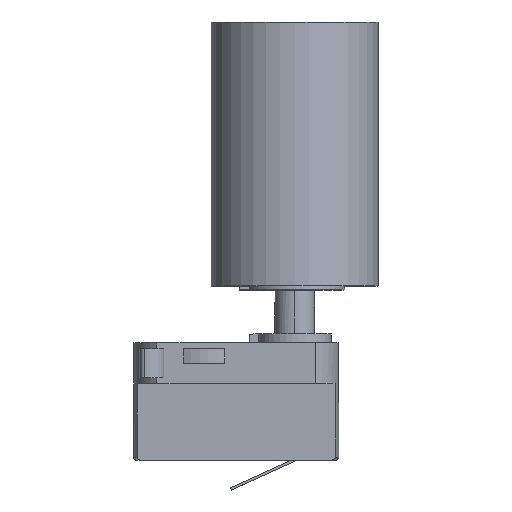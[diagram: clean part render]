
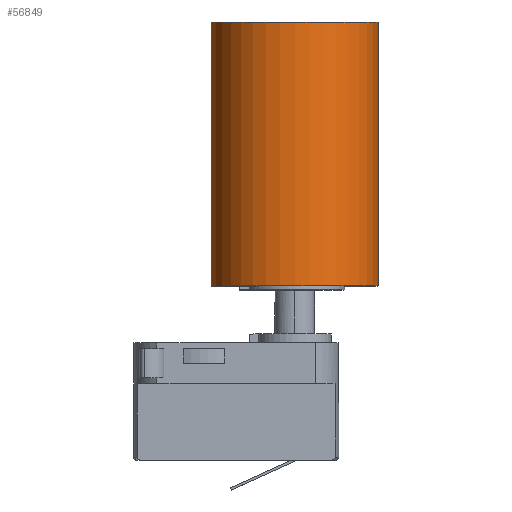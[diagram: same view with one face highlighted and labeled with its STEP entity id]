
A CAD part, top view. The second image highlights one B-rep face of the part: STEP entity #56849.
In plain terms, the highlighted cylindrical face has radius 28.5 mm (diameter 57 mm), a partial arc.
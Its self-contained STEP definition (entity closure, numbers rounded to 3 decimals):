
#54938=CARTESIAN_POINT('',(0.,-45.,0.));
#54939=DIRECTION('',(0.,1.,0.));
#54940=DIRECTION('',(-1.,0.,0.));
#54941=AXIS2_PLACEMENT_3D('',#54938,#54939,#54940);
#54948=DIRECTION('',(0.,1.,0.));
#54949=VECTOR('',#54948,90.);
#54950=CARTESIAN_POINT('',(28.5,-45.,0.));
#54951=LINE('',#54950,#54949);
#54952=DIRECTION('',(0.,1.,0.));
#54953=VECTOR('',#54952,90.);
#54954=CARTESIAN_POINT('',(-28.5,-45.,0.));
#54955=LINE('',#54954,#54953);
#54961=CARTESIAN_POINT('',(0.,45.,0.));
#54962=DIRECTION('',(0.,1.,0.));
#54963=DIRECTION('',(-1.,0.,0.));
#54964=AXIS2_PLACEMENT_3D('',#54961,#54962,#54963);
#56572=CARTESIAN_POINT('',(28.5,-45.,0.));
#56573=CARTESIAN_POINT('',(-28.5,-45.,0.));
#56574=VERTEX_POINT('',#56572);
#56575=VERTEX_POINT('',#56573);
#56576=CARTESIAN_POINT('',(28.5,45.,0.));
#56577=CARTESIAN_POINT('',(-28.5,45.,0.));
#56578=VERTEX_POINT('',#56576);
#56579=VERTEX_POINT('',#56577);
#56837=CARTESIAN_POINT('',(0.,-45.,0.));
#56838=DIRECTION('',(0.,1.,0.));
#56839=DIRECTION('',(1.,0.,0.));
#56840=AXIS2_PLACEMENT_3D('',#56837,#56838,#56839);
#56841=CYLINDRICAL_SURFACE('',#56840,28.5);
#56842=ORIENTED_EDGE('',*,*,#56811,.F.);
#56843=ORIENTED_EDGE('',*,*,#56832,.T.);
#56845=ORIENTED_EDGE('',*,*,#56844,.T.);
#56846=ORIENTED_EDGE('',*,*,#56828,.F.);
#56847=EDGE_LOOP('',(#56842,#56843,#56845,#56846));
#56848=FACE_OUTER_BOUND('',#56847,.F.);
#56849=ADVANCED_FACE('',(#56848),#56841,.T.);
#54942=CIRCLE('',#54941,28.5);
#54965=CIRCLE('',#54964,28.5);
#56811=EDGE_CURVE('',#56575,#56574,#54942,.T.);
#56828=EDGE_CURVE('',#56574,#56578,#54951,.T.);
#56832=EDGE_CURVE('',#56575,#56579,#54955,.T.);
#56844=EDGE_CURVE('',#56579,#56578,#54965,.T.);
